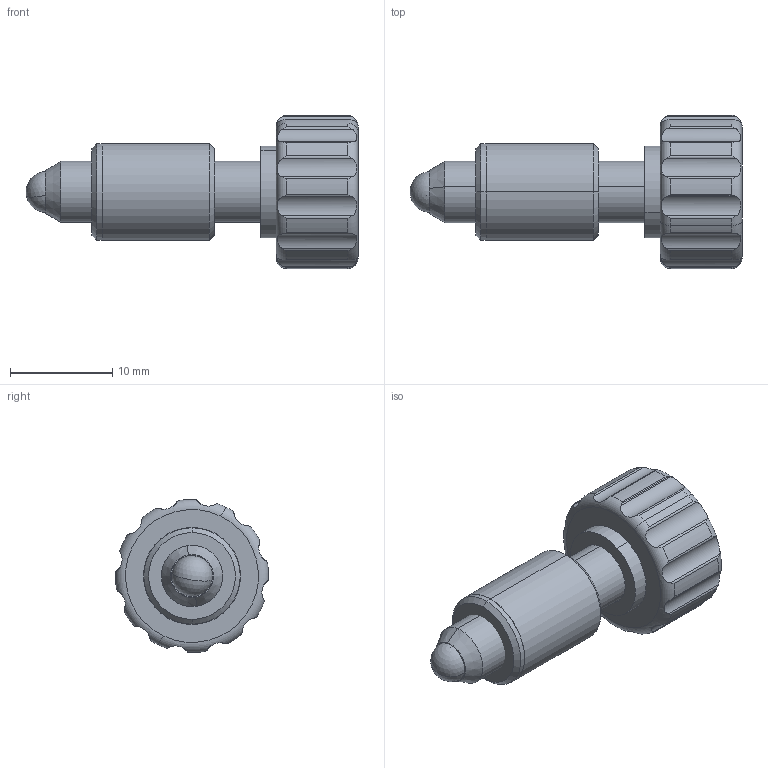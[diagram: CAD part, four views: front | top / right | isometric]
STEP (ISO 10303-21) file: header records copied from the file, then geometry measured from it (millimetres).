
FILE_DESCRIPTION (( 'STEP AP203' ), '1' );
FILE_NAME ('07SRW-7A.STEP', '2022-03-29T04:06:49', ( '' ), ( '' ), 'SwSTEP 2.0', 'SolidWorks 2021', '' );
FILE_SCHEMA (( 'CONFIG_CONTROL_DESIGN' ));
Length unit declared in the file: millimetre
Products named in the file (1): 07SRW-7A
Bounding box: 32.5 x 14.99 x 14.99 mm (x, y, z)
Surface area: 1779.8 mm2 (no closed solid volume)
Topology: 0 solids, 4 shells, 85 faces, 236 edges, 159 vertices
Faces by surface type: cylinder 63, cone 8, plane 8, torus 4, sphere 2
Entity records: 3083 total; most frequent: CARTESIAN_POINT 945, ORIENTED_EDGE 446, DIRECTION 397, EDGE_CURVE 231, AXIS2_PLACEMENT_3D 160, VERTEX_POINT 156, EDGE_LOOP 93, ADVANCED_FACE 85
